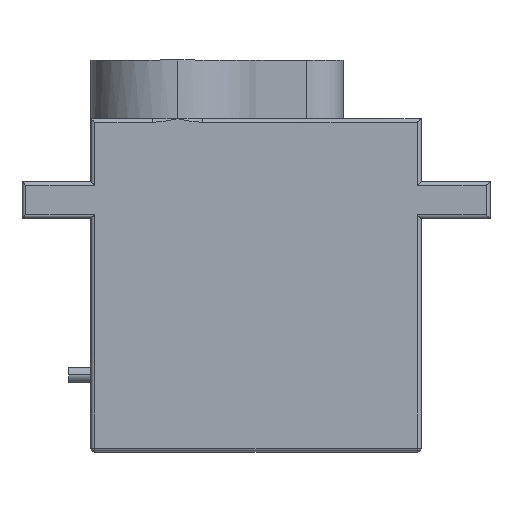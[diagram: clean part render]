
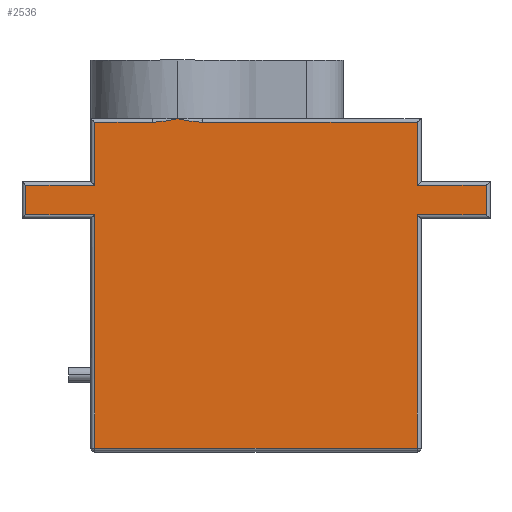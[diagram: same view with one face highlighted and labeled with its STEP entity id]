
A CAD part, top view. The second image highlights one B-rep face of the part: STEP entity #2536.
In plain terms, the highlighted planar face has unit normal (0, 0, 1).
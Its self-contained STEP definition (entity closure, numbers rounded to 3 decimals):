
#18 = CARTESIAN_POINT ( 'NONE',  ( -11., 22.45, 11.8 ) ) ;
#51 = DIRECTION ( 'NONE',  ( 1., 0., 0. ) ) ;
#76 = ORIENTED_EDGE ( 'NONE', *, *, #1628, .T. ) ;
#89 = EDGE_LOOP ( 'NONE', ( #689, #2056, #76, #1492, #2635, #105, #1431, #363, #2528, #2472, #1224, #1578, #1700, #1005, #2272 ) ) ;
#91 = DIRECTION ( 'NONE',  ( 0., -1., 0. ) ) ;
#97 = CARTESIAN_POINT ( 'NONE',  ( -15.7, 16.15, 11.8 ) ) ;
#105 = ORIENTED_EDGE ( 'NONE', *, *, #948, .T. ) ;
#177 = CARTESIAN_POINT ( 'NONE',  ( -3.651, 22.45, 11.8 ) ) ;
#186 = DIRECTION ( 'NONE',  ( -1., 0., 0. ) ) ;
#208 = CARTESIAN_POINT ( 'NONE',  ( 11., 22.45, 11.8 ) ) ;
#232 = VERTEX_POINT ( 'NONE', #1248 ) ;
#243 = VECTOR ( 'NONE', #1501, 1000. ) ;
#258 = VERTEX_POINT ( 'NONE', #2116 ) ;
#264 = LINE ( 'NONE', #306, #700 ) ;
#281 = LINE ( 'NONE', #1344, #557 ) ;
#299 = DIRECTION ( 'NONE',  ( 0., -1., 0. ) ) ;
#306 = CARTESIAN_POINT ( 'NONE',  ( 11., 0., 11.8 ) ) ;
#321 = B_SPLINE_CURVE_WITH_KNOTS ( 'NONE', 3,
 ( #1803, #1688, #1449, #2542, #373, #1047 ),
 .UNSPECIFIED., .F., .F.,
 ( 4, 2, 4 ),
 ( 0., 0.001, 0.002 ),
 .UNSPECIFIED. ) ;
#323 = VECTOR ( 'NONE', #2680, 1000. ) ;
#338 = EDGE_CURVE ( 'NONE', #258, #2611, #1066, .T. ) ;
#346 = CARTESIAN_POINT ( 'NONE',  ( -5.35, 22.7, 11.8 ) ) ;
#363 = ORIENTED_EDGE ( 'NONE', *, *, #612, .T. ) ;
#373 = CARTESIAN_POINT ( 'NONE',  ( -6.762, 22.45, 11.8 ) ) ;
#387 = CARTESIAN_POINT ( 'NONE',  ( -5.069, 22.641, 11.8 ) ) ;
#401 = DIRECTION ( 'NONE',  ( -1., 0., 0. ) ) ;
#423 = CARTESIAN_POINT ( 'NONE',  ( 0., 22.45, 11.8 ) ) ;
#431 = CARTESIAN_POINT ( 'NONE',  ( 15.7, 16.15, 11.8 ) ) ;
#441 = CARTESIAN_POINT ( 'NONE',  ( -11., 0., 11.8 ) ) ;
#485 = LINE ( 'NONE', #2020, #787 ) ;
#494 = CARTESIAN_POINT ( 'NONE',  ( -11., 0.25, 11.8 ) ) ;
#546 = VERTEX_POINT ( 'NONE', #208 ) ;
#553 = CARTESIAN_POINT ( 'NONE',  ( 11., 0., 11.8 ) ) ;
#557 = VECTOR ( 'NONE', #1373, 1000. ) ;
#579 = EDGE_CURVE ( 'NONE', #1068, #826, #1521, .T. ) ;
#582 = EDGE_CURVE ( 'NONE', #2725, #1878, #2179, .T. ) ;
#599 = LINE ( 'NONE', #1017, #924 ) ;
#605 = DIRECTION ( 'NONE',  ( 0., 0., -1. ) ) ;
#612 = EDGE_CURVE ( 'NONE', #1878, #2150, #1829, .T. ) ;
#626 = LINE ( 'NONE', #423, #1079 ) ;
#655 = EDGE_CURVE ( 'NONE', #2611, #232, #2093, .T. ) ;
#689 = ORIENTED_EDGE ( 'NONE', *, *, #1315, .T. ) ;
#696 = VERTEX_POINT ( 'NONE', #1404 ) ;
#700 = VECTOR ( 'NONE', #2681, 1000. ) ;
#702 = VECTOR ( 'NONE', #790, 1000. ) ;
#752 = CARTESIAN_POINT ( 'NONE',  ( 15.7, 0., 11.8 ) ) ;
#787 = VECTOR ( 'NONE', #1560, 1000. ) ;
#790 = DIRECTION ( 'NONE',  ( 0., 1., 0. ) ) ;
#808 = LINE ( 'NONE', #2229, #1144 ) ;
#812 = CARTESIAN_POINT ( 'NONE',  ( -3.938, 22.45, 11.8 ) ) ;
#826 = VERTEX_POINT ( 'NONE', #494 ) ;
#866 = VERTEX_POINT ( 'NONE', #2600 ) ;
#893 = VERTEX_POINT ( 'NONE', #97 ) ;
#902 = DIRECTION ( 'NONE',  ( 0., -1., 0. ) ) ;
#924 = VECTOR ( 'NONE', #186, 1000. ) ;
#948 = EDGE_CURVE ( 'NONE', #1594, #2725, #1836, .T. ) ;
#1005 = ORIENTED_EDGE ( 'NONE', *, *, #338, .T. ) ;
#1017 = CARTESIAN_POINT ( 'NONE',  ( 0., 18.15, 11.8 ) ) ;
#1020 = EDGE_CURVE ( 'NONE', #866, #893, #808, .T. ) ;
#1042 = CARTESIAN_POINT ( 'NONE',  ( -11., 16.15, 11.8 ) ) ;
#1047 = CARTESIAN_POINT ( 'NONE',  ( -7.049, 22.45, 11.8 ) ) ;
#1052 = VECTOR ( 'NONE', #91, 1000. ) ;
#1066 = LINE ( 'NONE', #1333, #243 ) ;
#1068 = VERTEX_POINT ( 'NONE', #1042 ) ;
#1079 = VECTOR ( 'NONE', #1930, 1000. ) ;
#1104 = B_SPLINE_CURVE_WITH_KNOTS ( 'NONE', 3,
 ( #177, #812, #1221, #2324, #387, #346 ),
 .UNSPECIFIED., .F., .F.,
 ( 4, 2, 4 ),
 ( 0., 0.001, 0.002 ),
 .UNSPECIFIED. ) ;
#1144 = VECTOR ( 'NONE', #299, 1000. ) ;
#1161 = CARTESIAN_POINT ( 'NONE',  ( -5.35, 22.7, 11.8 ) ) ;
#1162 = EDGE_CURVE ( 'NONE', #546, #2697, #626, .T. ) ;
#1181 = VECTOR ( 'NONE', #51, 1000. ) ;
#1221 = CARTESIAN_POINT ( 'NONE',  ( -4.223, 22.487, 11.8 ) ) ;
#1224 = ORIENTED_EDGE ( 'NONE', *, *, #1162, .T. ) ;
#1248 = CARTESIAN_POINT ( 'NONE',  ( -11., 18.15, 11.8 ) ) ;
#1303 = CARTESIAN_POINT ( 'NONE',  ( -3.651, 22.45, 11.8 ) ) ;
#1315 = EDGE_CURVE ( 'NONE', #232, #866, #2073, .T. ) ;
#1333 = CARTESIAN_POINT ( 'NONE',  ( 0., 22.45, 11.8 ) ) ;
#1344 = CARTESIAN_POINT ( 'NONE',  ( 0., 16.15, 11.8 ) ) ;
#1373 = DIRECTION ( 'NONE',  ( 1., 0., 0. ) ) ;
#1404 = CARTESIAN_POINT ( 'NONE',  ( 11., 18.15, 11.8 ) ) ;
#1408 = VERTEX_POINT ( 'NONE', #1161 ) ;
#1431 = ORIENTED_EDGE ( 'NONE', *, *, #582, .T. ) ;
#1449 = CARTESIAN_POINT ( 'NONE',  ( -5.911, 22.582, 11.8 ) ) ;
#1470 = DIRECTION ( 'NONE',  ( -1., 0., 0. ) ) ;
#1492 = ORIENTED_EDGE ( 'NONE', *, *, #579, .T. ) ;
#1493 = EDGE_CURVE ( 'NONE', #2150, #696, #599, .T. ) ;
#1501 = DIRECTION ( 'NONE',  ( -1., 0., 0. ) ) ;
#1521 = LINE ( 'NONE', #441, #2033 ) ;
#1560 = DIRECTION ( 'NONE',  ( 1., 0., 0. ) ) ;
#1578 = ORIENTED_EDGE ( 'NONE', *, *, #2540, .T. ) ;
#1594 = VERTEX_POINT ( 'NONE', #2765 ) ;
#1628 = EDGE_CURVE ( 'NONE', #893, #1068, #281, .T. ) ;
#1652 = CARTESIAN_POINT ( 'NONE',  ( 0., 18.15, 11.8 ) ) ;
#1688 = CARTESIAN_POINT ( 'NONE',  ( -5.63, 22.641, 11.8 ) ) ;
#1700 = ORIENTED_EDGE ( 'NONE', *, *, #2451, .T. ) ;
#1803 = CARTESIAN_POINT ( 'NONE',  ( -5.35, 22.7, 11.8 ) ) ;
#1829 = LINE ( 'NONE', #752, #323 ) ;
#1830 = CARTESIAN_POINT ( 'NONE',  ( 15.7, 18.15, 11.8 ) ) ;
#1836 = LINE ( 'NONE', #553, #702 ) ;
#1858 = VECTOR ( 'NONE', #401, 1000. ) ;
#1878 = VERTEX_POINT ( 'NONE', #431 ) ;
#1930 = DIRECTION ( 'NONE',  ( -1., 0., 0. ) ) ;
#1965 = CARTESIAN_POINT ( 'NONE',  ( 11., 16.15, 11.8 ) ) ;
#1968 = CARTESIAN_POINT ( 'NONE',  ( 0., 16.15, 11.8 ) ) ;
#2020 = CARTESIAN_POINT ( 'NONE',  ( 0., 0.25, 11.8 ) ) ;
#2033 = VECTOR ( 'NONE', #902, 1000. ) ;
#2038 = CARTESIAN_POINT ( 'NONE',  ( -11., 0., 11.8 ) ) ;
#2056 = ORIENTED_EDGE ( 'NONE', *, *, #1020, .T. ) ;
#2073 = LINE ( 'NONE', #1652, #1858 ) ;
#2093 = LINE ( 'NONE', #2038, #1052 ) ;
#2108 = PLANE ( 'NONE',  #2434 ) ;
#2116 = CARTESIAN_POINT ( 'NONE',  ( -7.049, 22.45, 11.8 ) ) ;
#2122 = EDGE_CURVE ( 'NONE', #696, #546, #264, .T. ) ;
#2150 = VERTEX_POINT ( 'NONE', #1830 ) ;
#2179 = LINE ( 'NONE', #1968, #1181 ) ;
#2229 = CARTESIAN_POINT ( 'NONE',  ( -15.7, 0., 11.8 ) ) ;
#2272 = ORIENTED_EDGE ( 'NONE', *, *, #655, .T. ) ;
#2324 = CARTESIAN_POINT ( 'NONE',  ( -4.789, 22.582, 11.8 ) ) ;
#2335 = CARTESIAN_POINT ( 'NONE',  ( 0., 0., 11.8 ) ) ;
#2434 = AXIS2_PLACEMENT_3D ( 'NONE', #2335, #605, #1470 ) ;
#2451 = EDGE_CURVE ( 'NONE', #1408, #258, #321, .T. ) ;
#2472 = ORIENTED_EDGE ( 'NONE', *, *, #2122, .T. ) ;
#2525 = FACE_OUTER_BOUND ( 'NONE', #89, .T. ) ;
#2528 = ORIENTED_EDGE ( 'NONE', *, *, #1493, .T. ) ;
#2536 = ADVANCED_FACE ( 'NONE', ( #2525 ), #2108, .F. ) ;
#2540 = EDGE_CURVE ( 'NONE', #2697, #1408, #1104, .T. ) ;
#2542 = CARTESIAN_POINT ( 'NONE',  ( -6.477, 22.487, 11.8 ) ) ;
#2600 = CARTESIAN_POINT ( 'NONE',  ( -15.7, 18.15, 11.8 ) ) ;
#2611 = VERTEX_POINT ( 'NONE', #18 ) ;
#2635 = ORIENTED_EDGE ( 'NONE', *, *, #2743, .T. ) ;
#2680 = DIRECTION ( 'NONE',  ( 0., 1., 0. ) ) ;
#2681 = DIRECTION ( 'NONE',  ( 0., 1., 0. ) ) ;
#2697 = VERTEX_POINT ( 'NONE', #1303 ) ;
#2725 = VERTEX_POINT ( 'NONE', #1965 ) ;
#2743 = EDGE_CURVE ( 'NONE', #826, #1594, #485, .T. ) ;
#2765 = CARTESIAN_POINT ( 'NONE',  ( 11., 0.25, 11.8 ) ) ;
